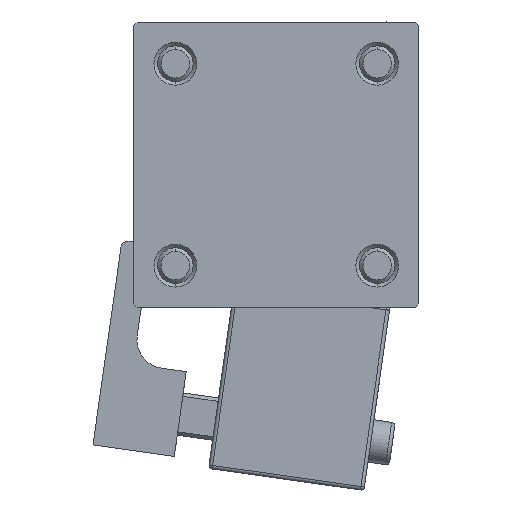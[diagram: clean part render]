
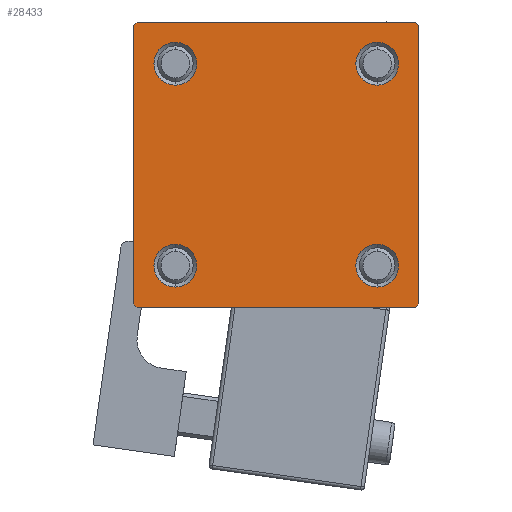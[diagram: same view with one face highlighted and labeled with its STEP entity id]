
A CAD part, left-side view. The second image highlights one B-rep face of the part: STEP entity #28433.
In plain terms, the highlighted planar face has unit normal (-1, 0, 0).
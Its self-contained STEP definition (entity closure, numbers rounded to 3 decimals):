
#150 = DIRECTION ( 'NONE',  ( 0., 0., 1. ) ) ;
#395 = DIRECTION ( 'NONE',  ( 0., -0.707, 0.707 ) ) ;
#1197 = VECTOR ( 'NONE', #40459, 1000. ) ;
#1994 = VERTEX_POINT ( 'NONE', #19714 ) ;
#2495 = VECTOR ( 'NONE', #11132, 1000. ) ;
#2530 = DIRECTION ( 'NONE',  ( 0., 0., 1. ) ) ;
#2595 = EDGE_LOOP ( 'NONE', ( #5680, #9813 ) ) ;
#2631 = VERTEX_POINT ( 'NONE', #45574 ) ;
#3056 = CARTESIAN_POINT ( 'NONE',  ( 0., 14.15, -14.15 ) ) ;
#3168 = CARTESIAN_POINT ( 'NONE',  ( 0., 19.75, -19.75 ) ) ;
#4389 = VERTEX_POINT ( 'NONE', #42845 ) ;
#4442 = VECTOR ( 'NONE', #41862, 1000. ) ;
#4655 = AXIS2_PLACEMENT_3D ( 'NONE', #39980, #20217, #36801 ) ;
#4991 = EDGE_CURVE ( 'NONE', #47471, #49465, #18499, .T. ) ;
#5196 = CARTESIAN_POINT ( 'NONE',  ( 0., -19.75, 19.75 ) ) ;
#5301 = DIRECTION ( 'NONE',  ( 1., 0., 0. ) ) ;
#5319 = CARTESIAN_POINT ( 'NONE',  ( 0., -14.15, 14.15 ) ) ;
#5680 = ORIENTED_EDGE ( 'NONE', *, *, #23071, .T. ) ;
#6275 = CARTESIAN_POINT ( 'NONE',  ( 0., -20., 19.5 ) ) ;
#6712 = VERTEX_POINT ( 'NONE', #42735 ) ;
#7200 = CARTESIAN_POINT ( 'NONE',  ( 0., 20., 20. ) ) ;
#7263 = DIRECTION ( 'NONE',  ( 1., 0., 0. ) ) ;
#8130 = VERTEX_POINT ( 'NONE', #47844 ) ;
#8440 = AXIS2_PLACEMENT_3D ( 'NONE', #23804, #47752, #150 ) ;
#8492 = CIRCLE ( 'NONE', #48827, 3. ) ;
#8646 = CARTESIAN_POINT ( 'NONE',  ( 0., -14.15, -14.15 ) ) ;
#9223 = CARTESIAN_POINT ( 'NONE',  ( 0., -14.15, -14.15 ) ) ;
#9295 = EDGE_CURVE ( 'NONE', #21828, #34180, #8492, .T. ) ;
#9813 = ORIENTED_EDGE ( 'NONE', *, *, #24084, .T. ) ;
#10117 = ORIENTED_EDGE ( 'NONE', *, *, #51563, .F. ) ;
#10277 = LINE ( 'NONE', #30239, #4442 ) ;
#11060 = ORIENTED_EDGE ( 'NONE', *, *, #13926, .T. ) ;
#11132 = DIRECTION ( 'NONE',  ( 0., 0.707, -0.707 ) ) ;
#11820 = DIRECTION ( 'NONE',  ( -1., 0., 0. ) ) ;
#12221 = LINE ( 'NONE', #45112, #49946 ) ;
#12583 = FACE_BOUND ( 'NONE', #27161, .T. ) ;
#12791 = AXIS2_PLACEMENT_3D ( 'NONE', #5319, #29754, #25554 ) ;
#12855 = EDGE_CURVE ( 'NONE', #44869, #8130, #35247, .T. ) ;
#13926 = EDGE_CURVE ( 'NONE', #39110, #19222, #20965, .T. ) ;
#15660 = ORIENTED_EDGE ( 'NONE', *, *, #19371, .T. ) ;
#15780 = VERTEX_POINT ( 'NONE', #36266 ) ;
#15781 = DIRECTION ( 'NONE',  ( 0., -0.707, -0.707 ) ) ;
#16312 = EDGE_CURVE ( 'NONE', #47471, #2631, #44295, .T. ) ;
#17060 = PLANE ( 'NONE',  #21386 ) ;
#17093 = ORIENTED_EDGE ( 'NONE', *, *, #33902, .T. ) ;
#18235 = CARTESIAN_POINT ( 'NONE',  ( 0., -14.15, 14.15 ) ) ;
#18447 = AXIS2_PLACEMENT_3D ( 'NONE', #3056, #7263, #2530 ) ;
#18499 = LINE ( 'NONE', #7200, #30996 ) ;
#18531 = VECTOR ( 'NONE', #15781, 1000. ) ;
#19222 = VERTEX_POINT ( 'NONE', #40010 ) ;
#19305 = ORIENTED_EDGE ( 'NONE', *, *, #4991, .F. ) ;
#19346 = EDGE_LOOP ( 'NONE', ( #17093, #33084 ) ) ;
#19371 = EDGE_CURVE ( 'NONE', #19222, #39110, #40373, .T. ) ;
#19527 = CARTESIAN_POINT ( 'NONE',  ( 0., -14.15, 17.15 ) ) ;
#19666 = ORIENTED_EDGE ( 'NONE', *, *, #31453, .T. ) ;
#19714 = CARTESIAN_POINT ( 'NONE',  ( 0., -20., -19.5 ) ) ;
#19891 = EDGE_LOOP ( 'NONE', ( #15660, #11060 ) ) ;
#19964 = DIRECTION ( 'NONE',  ( 0., 0., 1. ) ) ;
#20217 = DIRECTION ( 'NONE',  ( 1., 0., 0. ) ) ;
#20965 = CIRCLE ( 'NONE', #49563, 3. ) ;
#21323 = DIRECTION ( 'NONE',  ( 0., 0., 1. ) ) ;
#21386 = AXIS2_PLACEMENT_3D ( 'NONE', #47862, #11820, #19964 ) ;
#21828 = VERTEX_POINT ( 'NONE', #42730 ) ;
#22061 = CIRCLE ( 'NONE', #33835, 3. ) ;
#22222 = ORIENTED_EDGE ( 'NONE', *, *, #16312, .T. ) ;
#22712 = CARTESIAN_POINT ( 'NONE',  ( 0., 14.15, 14.15 ) ) ;
#23071 = EDGE_CURVE ( 'NONE', #33271, #15780, #35468, .T. ) ;
#23747 = CARTESIAN_POINT ( 'NONE',  ( 0., 19.75, 19.75 ) ) ;
#23804 = CARTESIAN_POINT ( 'NONE',  ( 0., 14.15, 14.15 ) ) ;
#24033 = EDGE_CURVE ( 'NONE', #4389, #29840, #37490, .T. ) ;
#24084 = EDGE_CURVE ( 'NONE', #15780, #33271, #22061, .T. ) ;
#24792 = CIRCLE ( 'NONE', #4655, 3. ) ;
#24907 = AXIS2_PLACEMENT_3D ( 'NONE', #8646, #32318, #40746 ) ;
#24953 = FACE_BOUND ( 'NONE', #19891, .T. ) ;
#25554 = DIRECTION ( 'NONE',  ( 0., 0., 1. ) ) ;
#26498 = CARTESIAN_POINT ( 'NONE',  ( 0., -19.5, 20. ) ) ;
#27161 = EDGE_LOOP ( 'NONE', ( #28302, #42538 ) ) ;
#27440 = ORIENTED_EDGE ( 'NONE', *, *, #27590, .T. ) ;
#27446 = CARTESIAN_POINT ( 'NONE',  ( 0., -19.5, -20. ) ) ;
#27514 = CARTESIAN_POINT ( 'NONE',  ( 0., -14.15, -17.15 ) ) ;
#27590 = EDGE_CURVE ( 'NONE', #49650, #49465, #33059, .T. ) ;
#28279 = CIRCLE ( 'NONE', #24907, 3. ) ;
#28302 = ORIENTED_EDGE ( 'NONE', *, *, #9295, .T. ) ;
#28433 = ADVANCED_FACE ( 'NONE', ( #48634, #12583, #28626, #24953, #41018 ), #17060, .T. ) ;
#28626 = FACE_BOUND ( 'NONE', #19346, .T. ) ;
#28852 = ORIENTED_EDGE ( 'NONE', *, *, #44720, .T. ) ;
#29754 = DIRECTION ( 'NONE',  ( 1., 0., 0. ) ) ;
#29840 = VERTEX_POINT ( 'NONE', #27446 ) ;
#30239 = CARTESIAN_POINT ( 'NONE',  ( 0., 20., 20. ) ) ;
#30996 = VECTOR ( 'NONE', #50873, 1000. ) ;
#31152 = CARTESIAN_POINT ( 'NONE',  ( 0., 14.15, 11.15 ) ) ;
#31410 = VECTOR ( 'NONE', #31875, 1000. ) ;
#31453 = EDGE_CURVE ( 'NONE', #29840, #1994, #12221, .T. ) ;
#31875 = DIRECTION ( 'NONE',  ( 0., 0., -1. ) ) ;
#32318 = DIRECTION ( 'NONE',  ( 1., 0., 0. ) ) ;
#32603 = CARTESIAN_POINT ( 'NONE',  ( 0., 14.15, -17.15 ) ) ;
#33059 = LINE ( 'NONE', #5196, #1197 ) ;
#33084 = ORIENTED_EDGE ( 'NONE', *, *, #12855, .T. ) ;
#33271 = VERTEX_POINT ( 'NONE', #19527 ) ;
#33835 = AXIS2_PLACEMENT_3D ( 'NONE', #18235, #50093, #34042 ) ;
#33902 = EDGE_CURVE ( 'NONE', #8130, #44869, #24792, .T. ) ;
#34042 = DIRECTION ( 'NONE',  ( 0., 0., 1. ) ) ;
#34180 = VERTEX_POINT ( 'NONE', #27514 ) ;
#35247 = CIRCLE ( 'NONE', #18447, 3. ) ;
#35468 = CIRCLE ( 'NONE', #12791, 3. ) ;
#35850 = LINE ( 'NONE', #51888, #31410 ) ;
#36150 = DIRECTION ( 'NONE',  ( 1., 0., 0. ) ) ;
#36266 = CARTESIAN_POINT ( 'NONE',  ( 0., -14.15, 11.15 ) ) ;
#36801 = DIRECTION ( 'NONE',  ( 0., 0., 1. ) ) ;
#36980 = EDGE_CURVE ( 'NONE', #34180, #21828, #28279, .T. ) ;
#37490 = LINE ( 'NONE', #48789, #46450 ) ;
#39110 = VERTEX_POINT ( 'NONE', #31152 ) ;
#39711 = CARTESIAN_POINT ( 'NONE',  ( 0., 19.5, 20. ) ) ;
#39980 = CARTESIAN_POINT ( 'NONE',  ( 0., 14.15, -14.15 ) ) ;
#40010 = CARTESIAN_POINT ( 'NONE',  ( 0., 14.15, 17.15 ) ) ;
#40373 = CIRCLE ( 'NONE', #8440, 3. ) ;
#40459 = DIRECTION ( 'NONE',  ( 0., 0.707, 0.707 ) ) ;
#40623 = DIRECTION ( 'NONE',  ( 0., 0., 1. ) ) ;
#40746 = DIRECTION ( 'NONE',  ( 0., 0., 1. ) ) ;
#41018 = FACE_OUTER_BOUND ( 'NONE', #51157, .T. ) ;
#41862 = DIRECTION ( 'NONE',  ( 0., 0., -1. ) ) ;
#42172 = ORIENTED_EDGE ( 'NONE', *, *, #49045, .T. ) ;
#42198 = LINE ( 'NONE', #3168, #18531 ) ;
#42538 = ORIENTED_EDGE ( 'NONE', *, *, #36980, .T. ) ;
#42687 = ORIENTED_EDGE ( 'NONE', *, *, #24033, .T. ) ;
#42730 = CARTESIAN_POINT ( 'NONE',  ( 0., -14.15, -11.15 ) ) ;
#42735 = CARTESIAN_POINT ( 'NONE',  ( 0., 20., -19.5 ) ) ;
#42845 = CARTESIAN_POINT ( 'NONE',  ( 0., 19.5, -20. ) ) ;
#44295 = LINE ( 'NONE', #23747, #2495 ) ;
#44720 = EDGE_CURVE ( 'NONE', #6712, #4389, #42198, .T. ) ;
#44869 = VERTEX_POINT ( 'NONE', #32603 ) ;
#45112 = CARTESIAN_POINT ( 'NONE',  ( 0., -19.75, -19.75 ) ) ;
#45574 = CARTESIAN_POINT ( 'NONE',  ( 0., 20., 19.5 ) ) ;
#46450 = VECTOR ( 'NONE', #48534, 1000. ) ;
#47471 = VERTEX_POINT ( 'NONE', #39711 ) ;
#47752 = DIRECTION ( 'NONE',  ( 1., 0., 0. ) ) ;
#47844 = CARTESIAN_POINT ( 'NONE',  ( 0., 14.15, -11.15 ) ) ;
#47862 = CARTESIAN_POINT ( 'NONE',  ( 0., 0., 0. ) ) ;
#48534 = DIRECTION ( 'NONE',  ( 0., -1., 0. ) ) ;
#48634 = FACE_BOUND ( 'NONE', #2595, .T. ) ;
#48789 = CARTESIAN_POINT ( 'NONE',  ( 0., 20., -20. ) ) ;
#48827 = AXIS2_PLACEMENT_3D ( 'NONE', #9223, #5301, #21323 ) ;
#49045 = EDGE_CURVE ( 'NONE', #2631, #6712, #10277, .T. ) ;
#49465 = VERTEX_POINT ( 'NONE', #26498 ) ;
#49563 = AXIS2_PLACEMENT_3D ( 'NONE', #22712, #36150, #40623 ) ;
#49650 = VERTEX_POINT ( 'NONE', #6275 ) ;
#49946 = VECTOR ( 'NONE', #395, 1000. ) ;
#50093 = DIRECTION ( 'NONE',  ( 1., 0., 0. ) ) ;
#50873 = DIRECTION ( 'NONE',  ( 0., -1., 0. ) ) ;
#51157 = EDGE_LOOP ( 'NONE', ( #42172, #28852, #42687, #19666, #10117, #27440, #19305, #22222 ) ) ;
#51563 = EDGE_CURVE ( 'NONE', #49650, #1994, #35850, .T. ) ;
#51888 = CARTESIAN_POINT ( 'NONE',  ( 0., -20., 20. ) ) ;
